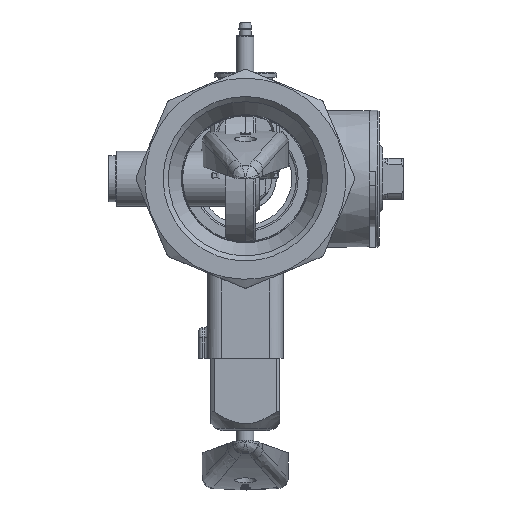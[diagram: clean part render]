
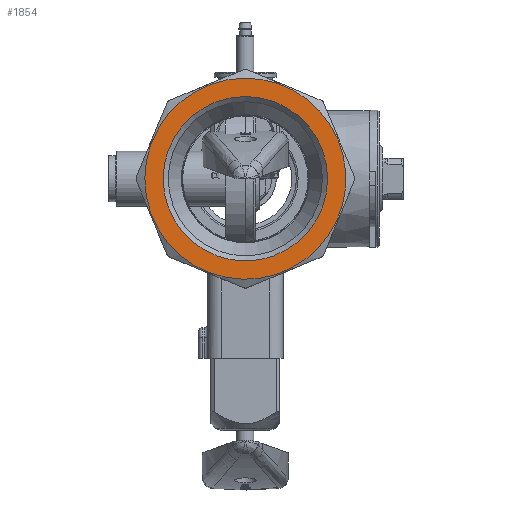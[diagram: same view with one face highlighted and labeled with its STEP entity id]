
A CAD part, left-side view. The second image highlights one B-rep face of the part: STEP entity #1854.
In plain terms, the highlighted planar face has unit normal (-1, 0, 0).
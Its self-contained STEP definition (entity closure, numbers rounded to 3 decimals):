
#1854 = ADVANCED_FACE( '', ( #4106, #4107 ), #4108, .F. );
#4106 = FACE_BOUND( '', #7952, .T. );
#4107 = FACE_OUTER_BOUND( '', #7953, .T. );
#4108 = PLANE( '', #7954 );
#7952 = EDGE_LOOP( '', ( #14139 ) );
#7953 = EDGE_LOOP( '', ( #14140 ) );
#7954 = AXIS2_PLACEMENT_3D( '', #14141, #14142, #14143 );
#14139 = ORIENTED_EDGE( '', *, *, #18453, .T. );
#14140 = ORIENTED_EDGE( '', *, *, #16991, .T. );
#14141 = CARTESIAN_POINT( '', ( -99.5, 0., 29.25 ) );
#14142 = DIRECTION( '', ( 1., 0., 0. ) );
#14143 = DIRECTION( '', ( 0., 0., -1. ) );
#16991 = EDGE_CURVE( '', #19985, #19985, #19986, .T. );
#18453 = EDGE_CURVE( '', #22121, #22121, #22122, .T. );
#19985 = VERTEX_POINT( '', #26189 );
#19986 = CIRCLE( '', #26190, 29.25 );
#22121 = VERTEX_POINT( '', #32511 );
#22122 = CIRCLE( '', #32512, 23.925 );
#26189 = CARTESIAN_POINT( '', ( -99.5, 0., 29.25 ) );
#26190 = AXIS2_PLACEMENT_3D( '', #34588, #34589, #34590 );
#32511 = CARTESIAN_POINT( '', ( -99.5, 0., -23.925 ) );
#32512 = AXIS2_PLACEMENT_3D( '', #36315, #36316, #36317 );
#34588 = CARTESIAN_POINT( '', ( -99.5, 0., 0. ) );
#34589 = DIRECTION( '', ( -1., 0., 0. ) );
#34590 = DIRECTION( '', ( 0., 0., 1. ) );
#36315 = CARTESIAN_POINT( '', ( -99.5, 0., 0. ) );
#36316 = DIRECTION( '', ( 1., 0., 0. ) );
#36317 = DIRECTION( '', ( 0., 0., -1. ) );
